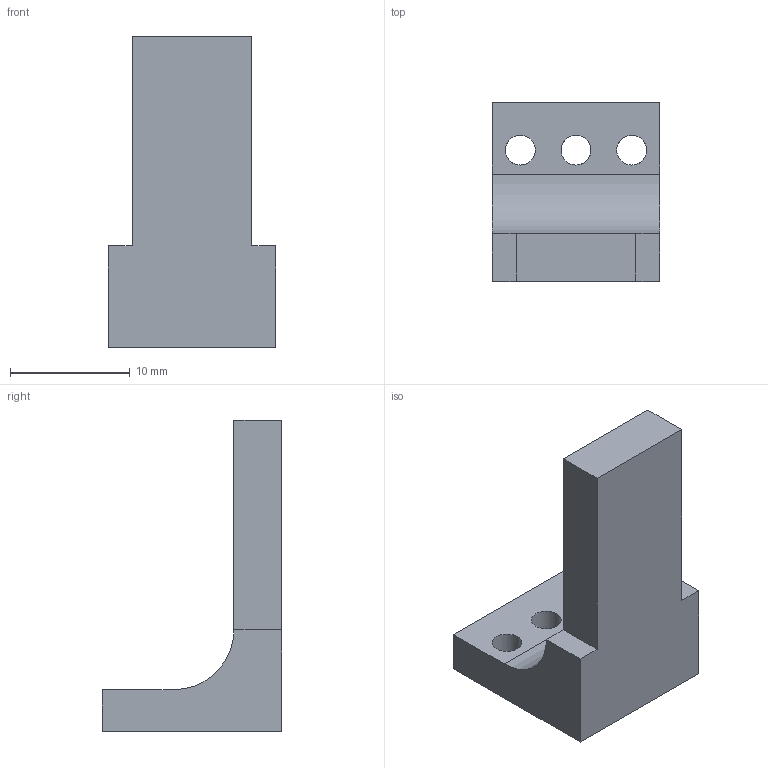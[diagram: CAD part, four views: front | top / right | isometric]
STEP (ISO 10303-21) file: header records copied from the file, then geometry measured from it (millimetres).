
FILE_DESCRIPTION(('FreeCAD Model'),'2;1');
FILE_NAME('Open CASCADE Shape Model','2024-08-19T20:29:38',(''),(''), 'Open CASCADE STEP processor 7.6','FreeCAD','Unknown');
FILE_SCHEMA(('AUTOMOTIVE_DESIGN { 1 0 10303 214 1 1 1 1 }'));
Length unit declared in the file: millimetre
Products named in the file (1): Body_Encoder_Stop
Bounding box: 14 x 15 x 26.02 mm (x, y, z)
Volume: 1740.2 mm3; surface area: 1327.5 mm2
Topology: 1 solids, 1 shells, 16 faces, 40 edges, 26 vertices
Faces by surface type: plane 12, cylinder 4
Full cylindrical faces by diameter (mm): 2.5 x3
Entity records: 1063 total; most frequent: CARTESIAN_POINT 202, DIRECTION 159, LINE 101, VECTOR 101, ORIENTED_EDGE 80, PCURVE 80, DEFINITIONAL_REPRESENTATION 80, EDGE_CURVE 40
